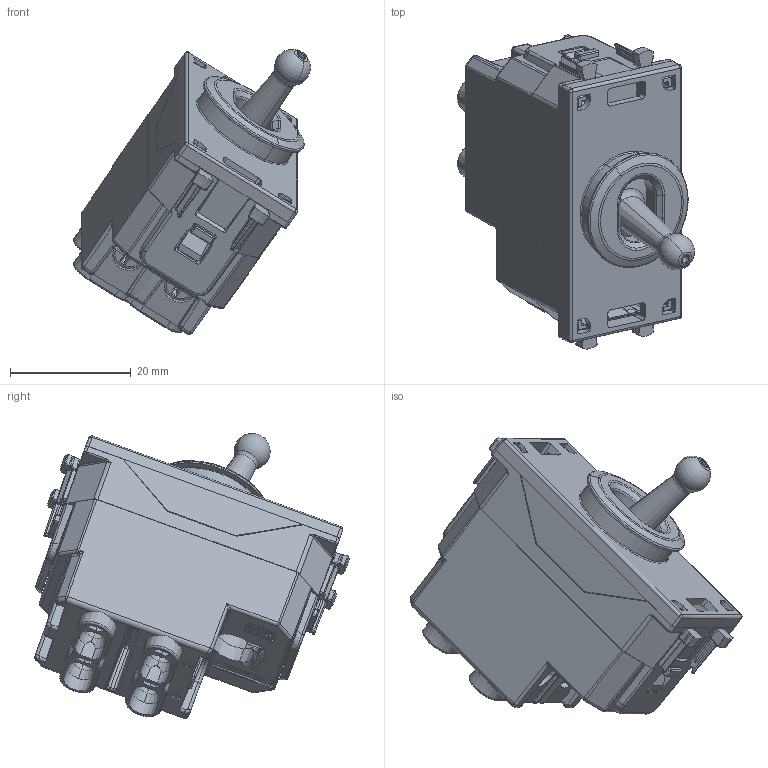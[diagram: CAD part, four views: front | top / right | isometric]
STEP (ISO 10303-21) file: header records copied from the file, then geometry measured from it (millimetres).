
FILE_DESCRIPTION(('CATIA V5 STEP Exchange'),'2;1');
FILE_NAME('444004OT.stp','2024-03-28T07:20:16+00:00',('none'),('none'),'CATIA Version 5-6 Release 2016 SP6','CATIA V5 STEP AP203','none');
FILE_SCHEMA(('CONFIG_CONTROL_DESIGN'));
Products named in the file (1): STEP
Assembly tree (20 placements, depth 2):
  STEP
    #57
    #40546  x4
    #42459  x2
    #43325
    #90833
    #98358
    #107818
    #108460
    #109711
    #112873
    #115777
    #122677
    #130929  x2
    #132616  x2
Bounding box: 39.31 x 52.17 x 47.32 mm (x, y, z)
Volume: 16049.3 mm3; surface area: 26893.4 mm2
Topology: 24 solids, 24 shells, 3820 faces, 10313 edges, 6394 vertices
Faces by surface type: plane 1855, cylinder 1135, bspline 309, cone 250, torus 124, sphere 117, extrusion 24, revolution 6
Entity records: 133616 total; most frequent: CARTESIAN_POINT 56052, ORIENTED_EDGE 18764, DIRECTION 11366, EDGE_CURVE 9382, VERTEX_POINT 5888, VECTOR 4797, LINE 4773, AXIS2_PLACEMENT_3D 3920
